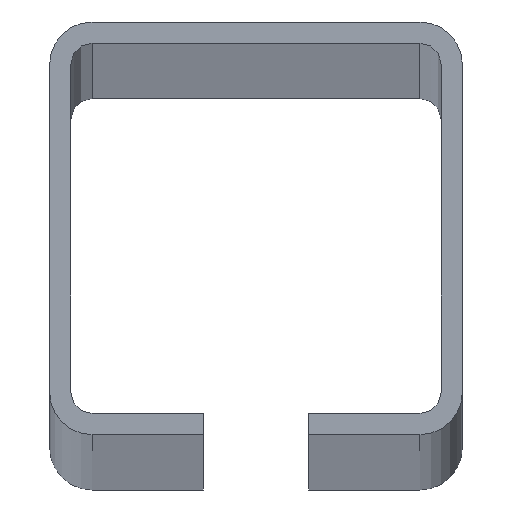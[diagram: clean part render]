
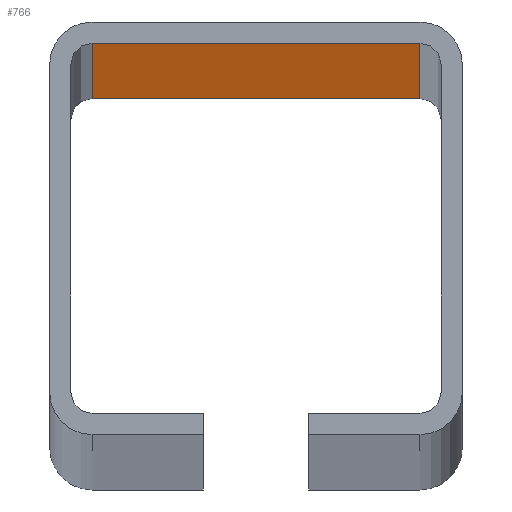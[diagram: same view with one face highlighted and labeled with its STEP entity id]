
A CAD part, top view. The second image highlights one B-rep face of the part: STEP entity #766.
In plain terms, the highlighted planar face has unit normal (0, -1, 0).
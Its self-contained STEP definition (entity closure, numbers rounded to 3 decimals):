
#7 = LINE ( 'NONE', #8, #288 ) ;
#8 = CARTESIAN_POINT ( 'NONE',  ( -31., 35., 0. ) ) ;
#16 = ORIENTED_EDGE ( 'NONE', *, *, #442, .T. ) ;
#17 = FACE_OUTER_BOUND ( 'NONE', #549, .T. ) ;
#27 = DIRECTION ( 'NONE',  ( 0., 0., -1. ) ) ;
#39 = VERTEX_POINT ( 'NONE', #312 ) ;
#45 = CARTESIAN_POINT ( 'NONE',  ( -31., 35., 6000. ) ) ;
#99 = CARTESIAN_POINT ( 'NONE',  ( 31., 35., 0. ) ) ;
#103 = VECTOR ( 'NONE', #446, 1000. ) ;
#106 = PLANE ( 'NONE',  #185 ) ;
#113 = LINE ( 'NONE', #379, #534 ) ;
#185 = AXIS2_PLACEMENT_3D ( 'NONE', #45, #712, #537 ) ;
#207 = ORIENTED_EDGE ( 'NONE', *, *, #592, .F. ) ;
#226 = CARTESIAN_POINT ( 'NONE',  ( 31., 35., 6000. ) ) ;
#241 = CARTESIAN_POINT ( 'NONE',  ( 31., 35., 6000. ) ) ;
#248 = DIRECTION ( 'NONE',  ( 1., 0., 0. ) ) ;
#282 = VERTEX_POINT ( 'NONE', #226 ) ;
#288 = VECTOR ( 'NONE', #248, 1000. ) ;
#312 = CARTESIAN_POINT ( 'NONE',  ( -31., 35., 0. ) ) ;
#367 = EDGE_CURVE ( 'NONE', #282, #706, #551, .T. ) ;
#379 = CARTESIAN_POINT ( 'NONE',  ( -31., 35., 6000. ) ) ;
#386 = CARTESIAN_POINT ( 'NONE',  ( -31., 35., 6000. ) ) ;
#422 = DIRECTION ( 'NONE',  ( 0., 0., -1. ) ) ;
#428 = CARTESIAN_POINT ( 'NONE',  ( -31., 35., 6000. ) ) ;
#434 = VERTEX_POINT ( 'NONE', #428 ) ;
#442 = EDGE_CURVE ( 'NONE', #39, #706, #7, .T. ) ;
#446 = DIRECTION ( 'NONE',  ( 1., 0., 0. ) ) ;
#485 = VECTOR ( 'NONE', #422, 1000. ) ;
#512 = LINE ( 'NONE', #386, #103 ) ;
#534 = VECTOR ( 'NONE', #27, 1000. ) ;
#537 = DIRECTION ( 'NONE',  ( 0., 0., 1. ) ) ;
#539 = ORIENTED_EDGE ( 'NONE', *, *, #367, .F. ) ;
#549 = EDGE_LOOP ( 'NONE', ( #16, #539, #207, #582 ) ) ;
#551 = LINE ( 'NONE', #241, #485 ) ;
#582 = ORIENTED_EDGE ( 'NONE', *, *, #606, .T. ) ;
#592 = EDGE_CURVE ( 'NONE', #434, #282, #512, .T. ) ;
#606 = EDGE_CURVE ( 'NONE', #434, #39, #113, .T. ) ;
#706 = VERTEX_POINT ( 'NONE', #99 ) ;
#712 = DIRECTION ( 'NONE',  ( 0., 1., 0. ) ) ;
#766 = ADVANCED_FACE ( 'NONE', ( #17 ), #106, .F. ) ;
